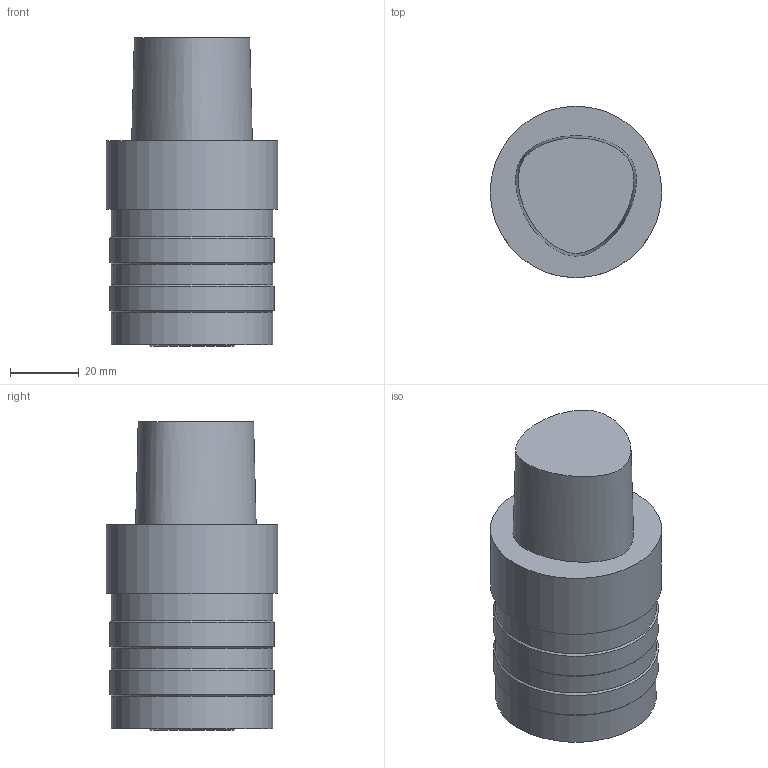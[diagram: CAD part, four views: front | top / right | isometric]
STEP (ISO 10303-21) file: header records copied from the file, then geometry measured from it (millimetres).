
FILE_DESCRIPTION((''),'1');
FILE_NAME('C5-TSL16-60.stp','2013-07-29T01:46:08',(''),(''),'Spatial Interop R18','Kubotek KeyCreator V8.5.1 (14335)',' ');
FILE_SCHEMA(('CONFIG_CONTROL_DESIGN'));
Length unit declared in the file: millimetre
Products named in the file (1): 1
Bounding box: 49.98 x 49.98 x 90 mm (x, y, z)
Volume: 136289.5 mm3; surface area: 16239.1 mm2
Topology: 1 solids, 1 shells, 17 faces, 28 edges, 16 vertices
Faces by surface type: cylinder 6, plane 5, cone 5, bspline 1
Full cylindrical faces by diameter (mm): 47 x3, 48 x2, 49.98 x1
Entity records: 901 total; most frequent: CARTESIAN_POINT 580, DIRECTION 62, ORIENTED_EDGE 34, AXIS2_PLACEMENT_3D 31, EDGE_LOOP 31, FACE_BOUND 25, ADVANCED_FACE 17, EDGE_CURVE 17
